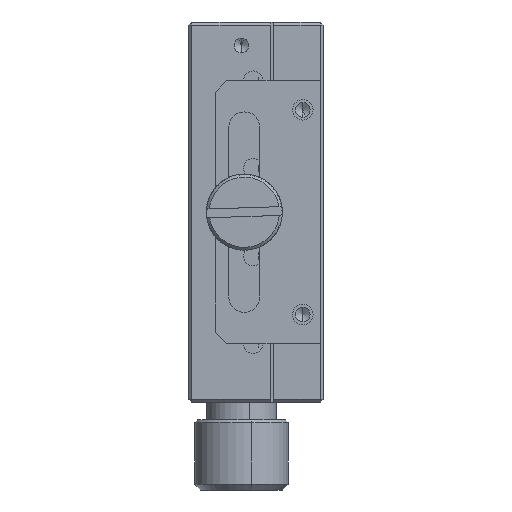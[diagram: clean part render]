
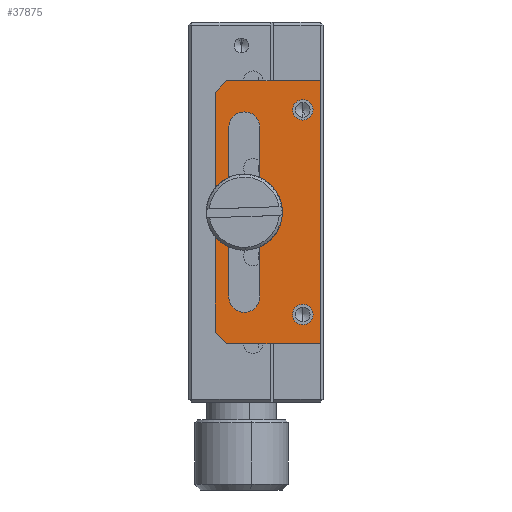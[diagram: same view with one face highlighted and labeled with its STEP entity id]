
A CAD part, left-side view. The second image highlights one B-rep face of the part: STEP entity #37875.
In plain terms, the highlighted planar face has unit normal (-1, 0, 0).
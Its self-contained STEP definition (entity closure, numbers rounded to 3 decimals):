
#1219 = DIRECTION ( 'NONE',  ( 0., 0., 1. ) ) ;
#1438 = VECTOR ( 'NONE', #12387, 1000. ) ;
#1929 = CARTESIAN_POINT ( 'NONE',  ( -33., 18.5, -20.5 ) ) ;
#2631 = CARTESIAN_POINT ( 'NONE',  ( -33., 16.5, 22.5 ) ) ;
#3623 = VECTOR ( 'NONE', #3777, 1000. ) ;
#3644 = DIRECTION ( 'NONE',  ( 0., 0., -1. ) ) ;
#3738 = VERTEX_POINT ( 'NONE', #37460 ) ;
#3768 = EDGE_CURVE ( 'NONE', #6299, #32203, #9764, .T. ) ;
#3777 = DIRECTION ( 'NONE',  ( 0., 0., 1. ) ) ;
#4231 = ORIENTED_EDGE ( 'NONE', *, *, #31435, .T. ) ;
#4396 = AXIS2_PLACEMENT_3D ( 'NONE', #10421, #16640, #1219 ) ;
#4520 = ORIENTED_EDGE ( 'NONE', *, *, #31769, .T. ) ;
#4532 = VECTOR ( 'NONE', #8487, 1000. ) ;
#4666 = VERTEX_POINT ( 'NONE', #21036 ) ;
#4704 = DIRECTION ( 'NONE',  ( 1., 0., 0. ) ) ;
#4787 = CARTESIAN_POINT ( 'NONE',  ( -33., 10.85, -14.5 ) ) ;
#4947 = LINE ( 'NONE', #28715, #36394 ) ;
#4977 = EDGE_CURVE ( 'NONE', #28610, #10575, #28438, .T. ) ;
#5377 = LINE ( 'NONE', #35172, #28590 ) ;
#5481 = ORIENTED_EDGE ( 'NONE', *, *, #14926, .T. ) ;
#5722 = VERTEX_POINT ( 'NONE', #21849 ) ;
#5919 = CARTESIAN_POINT ( 'NONE',  ( -33., 10.85, 14.5 ) ) ;
#6254 = CARTESIAN_POINT ( 'NONE',  ( -33., 16.15, -14.5 ) ) ;
#6299 = VERTEX_POINT ( 'NONE', #2631 ) ;
#6573 = ORIENTED_EDGE ( 'NONE', *, *, #19461, .T. ) ;
#6822 = LINE ( 'NONE', #40676, #1438 ) ;
#7017 = EDGE_CURVE ( 'NONE', #3738, #26847, #10431, .T. ) ;
#7829 = DIRECTION ( 'NONE',  ( 0., 0., 1. ) ) ;
#7920 = CARTESIAN_POINT ( 'NONE',  ( -33., 0.5, -22.5 ) ) ;
#8246 = CARTESIAN_POINT ( 'NONE',  ( -33., 18.5, 20.5 ) ) ;
#8260 = EDGE_CURVE ( 'NONE', #40620, #8522, #14780, .T. ) ;
#8487 = DIRECTION ( 'NONE',  ( 0., 0., 1. ) ) ;
#8522 = VERTEX_POINT ( 'NONE', #37816 ) ;
#8681 = EDGE_CURVE ( 'NONE', #32203, #28610, #5377, .T. ) ;
#8825 = EDGE_LOOP ( 'NONE', ( #5481, #31740, #40494, #24645, #34150 ) ) ;
#8937 = CARTESIAN_POINT ( 'NONE',  ( -33., 16.5, 22.5 ) ) ;
#9540 = CARTESIAN_POINT ( 'NONE',  ( -33., 16.5, -22.5 ) ) ;
#9715 = VECTOR ( 'NONE', #34178, 1000. ) ;
#9729 = EDGE_LOOP ( 'NONE', ( #6573, #4231 ) ) ;
#9764 = LINE ( 'NONE', #8937, #9715 ) ;
#10366 = DIRECTION ( 'NONE',  ( 1., 0., 0. ) ) ;
#10421 = CARTESIAN_POINT ( 'NONE',  ( -33., 13.5, -14.5 ) ) ;
#10431 = LINE ( 'NONE', #1929, #4532 ) ;
#10575 = VERTEX_POINT ( 'NONE', #9540 ) ;
#10628 = VECTOR ( 'NONE', #24222, 1000. ) ;
#10748 = VERTEX_POINT ( 'NONE', #25796 ) ;
#11083 = LINE ( 'NONE', #4787, #10628 ) ;
#11113 = FACE_BOUND ( 'NONE', #8825, .T. ) ;
#11132 = VERTEX_POINT ( 'NONE', #5919 ) ;
#11458 = EDGE_CURVE ( 'NONE', #11132, #5722, #11083, .T. ) ;
#12387 = DIRECTION ( 'NONE',  ( 0., -0.707, 0.707 ) ) ;
#12573 = FACE_OUTER_BOUND ( 'NONE', #28870, .T. ) ;
#12642 = EDGE_LOOP ( 'NONE', ( #28716, #4520 ) ) ;
#12758 = CARTESIAN_POINT ( 'NONE',  ( -33., 3.5, -19.25 ) ) ;
#12974 = DIRECTION ( 'NONE',  ( 0., 1., 0. ) ) ;
#13325 = VERTEX_POINT ( 'NONE', #18218 ) ;
#13374 = DIRECTION ( 'NONE',  ( 1., 0., 0. ) ) ;
#13517 = DIRECTION ( 'NONE',  ( 0., 0., 1. ) ) ;
#14042 = PLANE ( 'NONE',  #34624 ) ;
#14486 = EDGE_CURVE ( 'NONE', #26847, #6299, #6822, .T. ) ;
#14522 = CARTESIAN_POINT ( 'NONE',  ( -33., 3.5, -17.5 ) ) ;
#14550 = FACE_BOUND ( 'NONE', #9729, .T. ) ;
#14780 = CIRCLE ( 'NONE', #34079, 1.75 ) ;
#14926 = EDGE_CURVE ( 'NONE', #5722, #31570, #31965, .T. ) ;
#16640 = DIRECTION ( 'NONE',  ( 1., 0., 0. ) ) ;
#18016 = CARTESIAN_POINT ( 'NONE',  ( -33., 13.5, -14.5 ) ) ;
#18218 = CARTESIAN_POINT ( 'NONE',  ( -33., 16.15, 14.5 ) ) ;
#18308 = DIRECTION ( 'NONE',  ( 0., 0., 1. ) ) ;
#19461 = EDGE_CURVE ( 'NONE', #26715, #4666, #28843, .T. ) ;
#20040 = CARTESIAN_POINT ( 'NONE',  ( -33., 3.5, 17.5 ) ) ;
#20143 = DIRECTION ( 'NONE',  ( 0., 0., 1. ) ) ;
#20355 = CIRCLE ( 'NONE', #4396, 2.65 ) ;
#20423 = CARTESIAN_POINT ( 'NONE',  ( -33., 0.5, -22.5 ) ) ;
#21036 = CARTESIAN_POINT ( 'NONE',  ( -33., 3.5, 19.25 ) ) ;
#21302 = CARTESIAN_POINT ( 'NONE',  ( -33., 3.5, 17.5 ) ) ;
#21717 = EDGE_CURVE ( 'NONE', #31570, #10748, #20355, .T. ) ;
#21722 = ORIENTED_EDGE ( 'NONE', *, *, #8681, .F. ) ;
#21849 = CARTESIAN_POINT ( 'NONE',  ( -33., 10.85, -14.5 ) ) ;
#22112 = DIRECTION ( 'NONE',  ( 0., 0.707, 0.707 ) ) ;
#23079 = EDGE_CURVE ( 'NONE', #13325, #11132, #27133, .T. ) ;
#23575 = DIRECTION ( 'NONE',  ( 1., 0., 0. ) ) ;
#23591 = AXIS2_PLACEMENT_3D ( 'NONE', #20040, #10366, #13517 ) ;
#23834 = LINE ( 'NONE', #6254, #3623 ) ;
#24222 = DIRECTION ( 'NONE',  ( 0., 0., -1. ) ) ;
#24608 = ORIENTED_EDGE ( 'NONE', *, *, #14486, .F. ) ;
#24645 = ORIENTED_EDGE ( 'NONE', *, *, #23079, .T. ) ;
#25029 = CIRCLE ( 'NONE', #36046, 1.75 ) ;
#25050 = AXIS2_PLACEMENT_3D ( 'NONE', #18016, #30593, #18308 ) ;
#25531 = EDGE_CURVE ( 'NONE', #10575, #3738, #4947, .T. ) ;
#25537 = AXIS2_PLACEMENT_3D ( 'NONE', #21302, #27769, #33424 ) ;
#25796 = CARTESIAN_POINT ( 'NONE',  ( -33., 16.15, -14.5 ) ) ;
#26232 = ORIENTED_EDGE ( 'NONE', *, *, #25531, .F. ) ;
#26715 = VERTEX_POINT ( 'NONE', #31744 ) ;
#26847 = VERTEX_POINT ( 'NONE', #8246 ) ;
#27133 = CIRCLE ( 'NONE', #37114, 2.65 ) ;
#27374 = DIRECTION ( 'NONE',  ( 1., 0., 0. ) ) ;
#27769 = DIRECTION ( 'NONE',  ( 1., 0., 0. ) ) ;
#28438 = LINE ( 'NONE', #28731, #38243 ) ;
#28590 = VECTOR ( 'NONE', #3644, 1000. ) ;
#28610 = VERTEX_POINT ( 'NONE', #7920 ) ;
#28715 = CARTESIAN_POINT ( 'NONE',  ( -33., 16.5, -22.5 ) ) ;
#28716 = ORIENTED_EDGE ( 'NONE', *, *, #8260, .T. ) ;
#28731 = CARTESIAN_POINT ( 'NONE',  ( -33., 0.5, -22.5 ) ) ;
#28843 = CIRCLE ( 'NONE', #23591, 1.75 ) ;
#28870 = EDGE_LOOP ( 'NONE', ( #21722, #32121, #24608, #35342, #26232, #38014 ) ) ;
#29294 = CIRCLE ( 'NONE', #25537, 1.75 ) ;
#30593 = DIRECTION ( 'NONE',  ( 1., 0., 0. ) ) ;
#31435 = EDGE_CURVE ( 'NONE', #4666, #26715, #29294, .T. ) ;
#31570 = VERTEX_POINT ( 'NONE', #37655 ) ;
#31740 = ORIENTED_EDGE ( 'NONE', *, *, #21717, .T. ) ;
#31744 = CARTESIAN_POINT ( 'NONE',  ( -33., 3.5, 15.75 ) ) ;
#31769 = EDGE_CURVE ( 'NONE', #8522, #40620, #25029, .T. ) ;
#31965 = CIRCLE ( 'NONE', #25050, 2.65 ) ;
#32121 = ORIENTED_EDGE ( 'NONE', *, *, #3768, .F. ) ;
#32203 = VERTEX_POINT ( 'NONE', #32861 ) ;
#32819 = CARTESIAN_POINT ( 'NONE',  ( -33., 3.5, -17.5 ) ) ;
#32861 = CARTESIAN_POINT ( 'NONE',  ( -33., 0.5, 22.5 ) ) ;
#33308 = DIRECTION ( 'NONE',  ( 0., 0., 1. ) ) ;
#33424 = DIRECTION ( 'NONE',  ( 0., 0., 1. ) ) ;
#33476 = EDGE_CURVE ( 'NONE', #10748, #13325, #23834, .T. ) ;
#34079 = AXIS2_PLACEMENT_3D ( 'NONE', #14522, #27374, #33308 ) ;
#34150 = ORIENTED_EDGE ( 'NONE', *, *, #11458, .T. ) ;
#34178 = DIRECTION ( 'NONE',  ( 0., -1., 0. ) ) ;
#34624 = AXIS2_PLACEMENT_3D ( 'NONE', #20423, #4704, #7829 ) ;
#35172 = CARTESIAN_POINT ( 'NONE',  ( -33., 0.5, 22.5 ) ) ;
#35342 = ORIENTED_EDGE ( 'NONE', *, *, #7017, .F. ) ;
#36046 = AXIS2_PLACEMENT_3D ( 'NONE', #32819, #13374, #39156 ) ;
#36394 = VECTOR ( 'NONE', #22112, 1000. ) ;
#36720 = FACE_BOUND ( 'NONE', #12642, .T. ) ;
#37114 = AXIS2_PLACEMENT_3D ( 'NONE', #39004, #23575, #20143 ) ;
#37460 = CARTESIAN_POINT ( 'NONE',  ( -33., 18.5, -20.5 ) ) ;
#37655 = CARTESIAN_POINT ( 'NONE',  ( -33., 13.5, -17.15 ) ) ;
#37816 = CARTESIAN_POINT ( 'NONE',  ( -33., 3.5, -15.75 ) ) ;
#37875 = ADVANCED_FACE ( 'NONE', ( #14550, #12573, #36720, #11113 ), #14042, .F. ) ;
#38014 = ORIENTED_EDGE ( 'NONE', *, *, #4977, .F. ) ;
#38243 = VECTOR ( 'NONE', #12974, 1000. ) ;
#39004 = CARTESIAN_POINT ( 'NONE',  ( -33., 13.5, 14.5 ) ) ;
#39156 = DIRECTION ( 'NONE',  ( 0., 0., 1. ) ) ;
#40494 = ORIENTED_EDGE ( 'NONE', *, *, #33476, .T. ) ;
#40620 = VERTEX_POINT ( 'NONE', #12758 ) ;
#40676 = CARTESIAN_POINT ( 'NONE',  ( -33., 18.5, 20.5 ) ) ;
